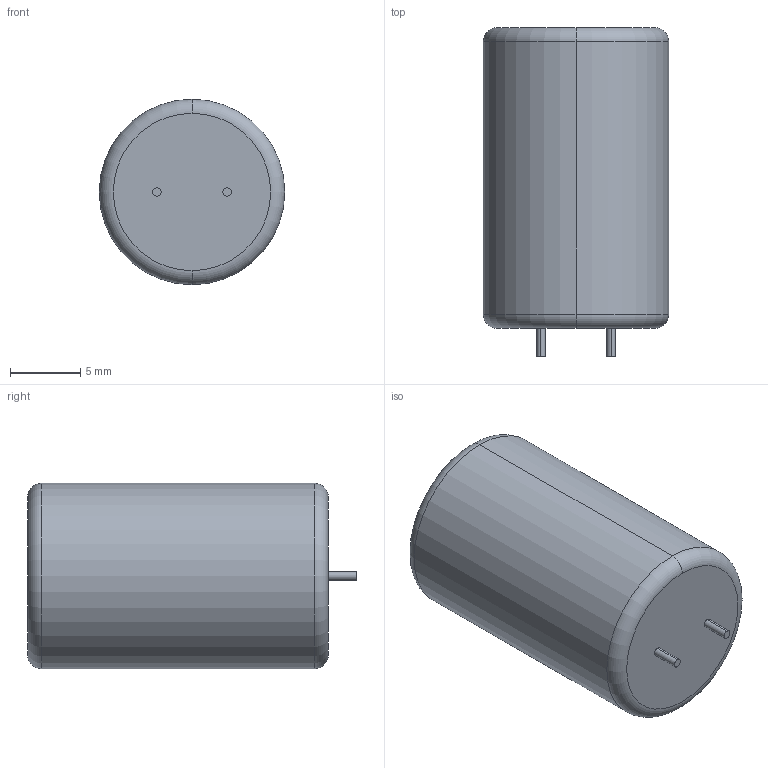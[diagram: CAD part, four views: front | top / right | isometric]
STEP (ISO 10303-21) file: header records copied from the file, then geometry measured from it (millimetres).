
FILE_DESCRIPTION (( 'STEP AP214' ), '1' );
FILE_NAME ('chenxing_cap.STEP', '2018-07-30T01:46:37', ( '' ), ( '' ), 'SwSTEP 2.0', 'SolidWorks 2017', '' );
FILE_SCHEMA (( 'AUTOMOTIVE_DESIGN' ));
Length unit declared in the file: millimetre
Products named in the file (1): chenxing_cap
Bounding box: 13.2 x 23.4 x 13.2 mm (x, y, z)
Volume: 2912.5 mm3; surface area: 1132.2 mm2
Topology: 1 solids, 1 shells, 14 faces, 26 edges, 16 vertices
Faces by surface type: cylinder 6, torus 4, plane 4
Entity records: 392 total; most frequent: DIRECTION 76, CARTESIAN_POINT 57, ORIENTED_EDGE 52, AXIS2_PLACEMENT_3D 35, EDGE_CURVE 26, CIRCLE 20, VERTEX_POINT 16, EDGE_LOOP 16
